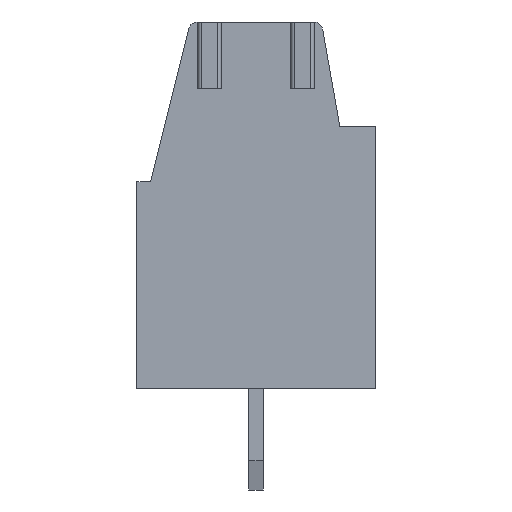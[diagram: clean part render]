
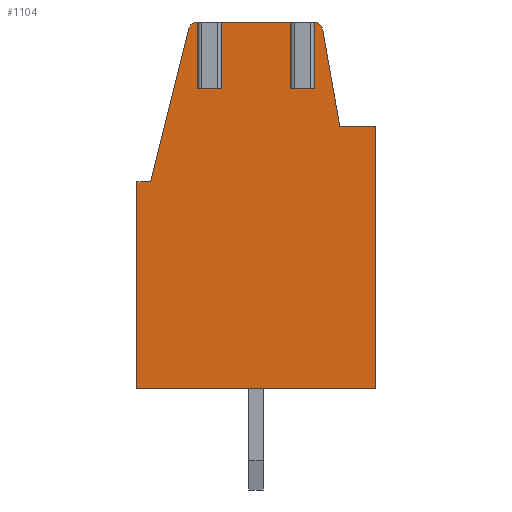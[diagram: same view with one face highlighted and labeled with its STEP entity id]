
A CAD part, left-side view. The second image highlights one B-rep face of the part: STEP entity #1104.
In plain terms, the highlighted planar face has unit normal (-1, 0, 0).
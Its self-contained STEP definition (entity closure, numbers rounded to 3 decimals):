
#1104 = ADVANCED_FACE( '', ( #2567 ), #2568, .T. );
#2567 = FACE_OUTER_BOUND( '', #4404, .T. );
#2568 = PLANE( '', #4405 );
#4404 = EDGE_LOOP( '', ( #7696, #7697, #7698, #7699, #7700, #7701, #7702, #7703, #7704, #7705, #7706, #7707, #7708, #7709, #7710, #7711, #7712, #7713 ) );
#4405 = AXIS2_PLACEMENT_3D( '', #7714, #7715, #7716 );
#7696 = ORIENTED_EDGE( '', *, *, #11305, .T. );
#7697 = ORIENTED_EDGE( '', *, *, #11446, .T. );
#7698 = ORIENTED_EDGE( '', *, *, #11941, .T. );
#7699 = ORIENTED_EDGE( '', *, *, #11942, .T. );
#7700 = ORIENTED_EDGE( '', *, *, #11280, .T. );
#7701 = ORIENTED_EDGE( '', *, *, #11943, .T. );
#7702 = ORIENTED_EDGE( '', *, *, #11944, .T. );
#7703 = ORIENTED_EDGE( '', *, *, #11564, .F. );
#7704 = ORIENTED_EDGE( '', *, *, #11888, .T. );
#7705 = ORIENTED_EDGE( '', *, *, #11945, .T. );
#7706 = ORIENTED_EDGE( '', *, *, #11946, .T. );
#7707 = ORIENTED_EDGE( '', *, *, #10802, .F. );
#7708 = ORIENTED_EDGE( '', *, *, #11347, .F. );
#7709 = ORIENTED_EDGE( '', *, *, #11412, .T. );
#7710 = ORIENTED_EDGE( '', *, *, #11947, .F. );
#7711 = ORIENTED_EDGE( '', *, *, #11948, .T. );
#7712 = ORIENTED_EDGE( '', *, *, #11949, .T. );
#7713 = ORIENTED_EDGE( '', *, *, #11950, .T. );
#7714 = CARTESIAN_POINT( '', ( -50.929, 91.943, -29.87 ) );
#7715 = DIRECTION( '', ( -1., 0., 0. ) );
#7716 = DIRECTION( '', ( 0., -1., 0. ) );
#10802 = EDGE_CURVE( '', #12956, #12957, #12958, .T. );
#11280 = EDGE_CURVE( '', #13780, #13778, #13781, .T. );
#11305 = EDGE_CURVE( '', #13818, #13816, #13819, .T. );
#11347 = EDGE_CURVE( '', #13887, #12956, #13889, .T. );
#11412 = EDGE_CURVE( '', #13887, #13994, #13995, .T. );
#11446 = EDGE_CURVE( '', #13816, #14049, #14051, .T. );
#11564 = EDGE_CURVE( '', #14242, #14244, #14245, .T. );
#11888 = EDGE_CURVE( '', #14242, #14737, #14739, .T. );
#11941 = EDGE_CURVE( '', #14049, #14810, #14811, .T. );
#11942 = EDGE_CURVE( '', #14810, #13780, #14812, .T. );
#11943 = EDGE_CURVE( '', #13778, #14813, #14814, .T. );
#11944 = EDGE_CURVE( '', #14813, #14244, #14815, .T. );
#11945 = EDGE_CURVE( '', #14737, #14816, #14817, .T. );
#11946 = EDGE_CURVE( '', #14816, #12957, #14818, .T. );
#11947 = EDGE_CURVE( '', #14819, #13994, #14820, .T. );
#11948 = EDGE_CURVE( '', #14819, #14821, #14822, .T. );
#11949 = EDGE_CURVE( '', #14821, #14823, #14824, .T. );
#11950 = EDGE_CURVE( '', #14823, #13818, #14825, .T. );
#12956 = VERTEX_POINT( '', #16133 );
#12957 = VERTEX_POINT( '', #16134 );
#12958 = LINE( '', #16135, #16136 );
#13778 = VERTEX_POINT( '', #17334 );
#13780 = VERTEX_POINT( '', #17337 );
#13781 = LINE( '', #17338, #17339 );
#13816 = VERTEX_POINT( '', #17391 );
#13818 = VERTEX_POINT( '', #17394 );
#13819 = LINE( '', #17395, #17396 );
#13887 = VERTEX_POINT( '', #17499 );
#13889 = LINE( '', #17501, #17502 );
#13994 = VERTEX_POINT( '', #17646 );
#13995 = LINE( '', #17647, #17648 );
#14049 = VERTEX_POINT( '', #17731 );
#14051 = LINE( '', #17734, #17735 );
#14242 = VERTEX_POINT( '', #18010 );
#14244 = VERTEX_POINT( '', #18012 );
#14245 = LINE( '', #18013, #18014 );
#14737 = VERTEX_POINT( '', #18729 );
#14739 = LINE( '', #18731, #18732 );
#14810 = VERTEX_POINT( '', #18840 );
#14811 = LINE( '', #18841, #18842 );
#14812 = LINE( '', #18843, #18844 );
#14813 = VERTEX_POINT( '', #18845 );
#14814 = CIRCLE( '', #18846, 0.3 );
#14815 = LINE( '', #18847, #18848 );
#14816 = VERTEX_POINT( '', #18849 );
#14817 = LINE( '', #18850, #18851 );
#14818 = LINE( '', #18852, #18853 );
#14819 = VERTEX_POINT( '', #18854 );
#14820 = LINE( '', #18855, #18856 );
#14821 = VERTEX_POINT( '', #18857 );
#14822 = CIRCLE( '', #18858, 0.3 );
#14823 = VERTEX_POINT( '', #18859 );
#14824 = LINE( '', #18860, #18861 );
#14825 = LINE( '', #18862, #18863 );
#16133 = CARTESIAN_POINT( '', ( -50.929, 95.172, -31.87 ) );
#16134 = CARTESIAN_POINT( '', ( -50.929, 95.172, -29.57 ) );
#16135 = CARTESIAN_POINT( '', ( -50.929, 95.172, -42.171 ) );
#16136 = VECTOR( '', #20526, 1000. );
#17334 = CARTESIAN_POINT( '', ( -50.929, 91.647, -29.817 ) );
#17337 = CARTESIAN_POINT( '', ( -50.929, 91.056, -33.17 ) );
#17338 = CARTESIAN_POINT( '', ( -50.929, 91.647, -29.817 ) );
#17339 = VECTOR( '', #21058, 1000. );
#17391 = CARTESIAN_POINT( '', ( -50.929, 98.041, -42.17 ) );
#17394 = CARTESIAN_POINT( '', ( -50.929, 98.041, -35.07 ) );
#17395 = CARTESIAN_POINT( '', ( -50.929, 98.041, -42.17 ) );
#17396 = VECTOR( '', #21077, 1000. );
#17499 = CARTESIAN_POINT( '', ( -50.929, 95.919, -31.87 ) );
#17501 = CARTESIAN_POINT( '', ( -50.929, 95.143, -31.87 ) );
#17502 = VECTOR( '', #21122, 1000. );
#17646 = CARTESIAN_POINT( '', ( -50.929, 95.919, -29.57 ) );
#17647 = CARTESIAN_POINT( '', ( -50.929, 95.919, -42.171 ) );
#17648 = VECTOR( '', #21186, 1000. );
#17731 = CARTESIAN_POINT( '', ( -50.929, 89.841, -42.17 ) );
#17734 = CARTESIAN_POINT( '', ( -50.929, 89.841, -42.17 ) );
#17735 = VECTOR( '', #21220, 1000. );
#18010 = CARTESIAN_POINT( '', ( -50.929, 91.972, -31.87 ) );
#18012 = CARTESIAN_POINT( '', ( -50.929, 91.972, -29.57 ) );
#18013 = CARTESIAN_POINT( '', ( -50.929, 91.972, -42.171 ) );
#18014 = VECTOR( '', #21335, 1000. );
#18729 = CARTESIAN_POINT( '', ( -50.929, 92.719, -31.87 ) );
#18731 = CARTESIAN_POINT( '', ( -50.929, 92.748, -31.87 ) );
#18732 = VECTOR( '', #21701, 1000. );
#18840 = CARTESIAN_POINT( '', ( -50.929, 89.841, -33.17 ) );
#18841 = CARTESIAN_POINT( '', ( -50.929, 89.841, -33.17 ) );
#18842 = VECTOR( '', #21750, 1000. );
#18843 = CARTESIAN_POINT( '', ( -50.929, 91.056, -33.17 ) );
#18844 = VECTOR( '', #21751, 1000. );
#18845 = CARTESIAN_POINT( '', ( -50.929, 91.943, -29.57 ) );
#18846 = AXIS2_PLACEMENT_3D( '', #21752, #21753, #21754 );
#18847 = CARTESIAN_POINT( '', ( -50.929, 95.957, -29.57 ) );
#18848 = VECTOR( '', #21755, 1000. );
#18849 = CARTESIAN_POINT( '', ( -50.929, 92.719, -29.57 ) );
#18850 = CARTESIAN_POINT( '', ( -50.929, 92.719, -42.171 ) );
#18851 = VECTOR( '', #21756, 1000. );
#18852 = CARTESIAN_POINT( '', ( -50.929, 95.957, -29.57 ) );
#18853 = VECTOR( '', #21757, 1000. );
#18854 = CARTESIAN_POINT( '', ( -50.929, 95.957, -29.57 ) );
#18855 = CARTESIAN_POINT( '', ( -50.929, 95.957, -29.57 ) );
#18856 = VECTOR( '', #21758, 1000. );
#18857 = CARTESIAN_POINT( '', ( -50.929, 96.248, -29.797 ) );
#18858 = AXIS2_PLACEMENT_3D( '', #21759, #21760, #21761 );
#18859 = CARTESIAN_POINT( '', ( -50.929, 97.562, -35.07 ) );
#18860 = CARTESIAN_POINT( '', ( -50.929, 97.562, -35.07 ) );
#18861 = VECTOR( '', #21762, 1000. );
#18862 = CARTESIAN_POINT( '', ( -50.929, 98.041, -35.07 ) );
#18863 = VECTOR( '', #21763, 1000. );
#20526 = DIRECTION( '', ( 0., 0., 1. ) );
#21058 = DIRECTION( '', ( 0., 0.174, 0.985 ) );
#21077 = DIRECTION( '', ( 0., 0., -1. ) );
#21122 = DIRECTION( '', ( 0., -1., 0. ) );
#21186 = DIRECTION( '', ( 0., 0., 1. ) );
#21220 = DIRECTION( '', ( 0., -1., 0. ) );
#21335 = DIRECTION( '', ( 0., 0., 1. ) );
#21701 = DIRECTION( '', ( 0., 1., 0. ) );
#21750 = DIRECTION( '', ( 0., 0., 1. ) );
#21751 = DIRECTION( '', ( 0., 1., 0. ) );
#21752 = CARTESIAN_POINT( '', ( -50.929, 91.943, -29.87 ) );
#21753 = DIRECTION( '', ( -1., 0., 0. ) );
#21754 = DIRECTION( '', ( 0., 0.643, -0.766 ) );
#21755 = DIRECTION( '', ( 0., 1., 0. ) );
#21756 = DIRECTION( '', ( 0., 0., 1. ) );
#21757 = DIRECTION( '', ( 0., 1., 0. ) );
#21758 = DIRECTION( '', ( 0., -1., 0. ) );
#21759 = CARTESIAN_POINT( '', ( -50.929, 95.957, -29.87 ) );
#21760 = DIRECTION( '', ( -1., 0., 0. ) );
#21761 = DIRECTION( '', ( 0., -0.616, -0.788 ) );
#21762 = DIRECTION( '', ( 0., 0.242, -0.97 ) );
#21763 = DIRECTION( '', ( 0., 1., 0. ) );
